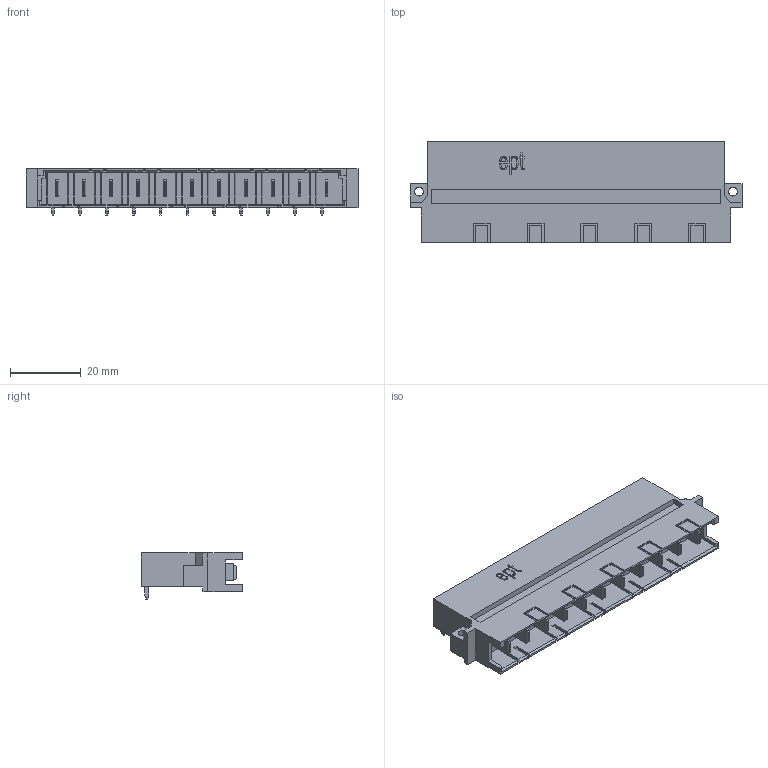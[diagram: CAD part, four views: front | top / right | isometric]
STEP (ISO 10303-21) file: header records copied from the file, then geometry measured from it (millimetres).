
FILE_DESCRIPTION(('FreeCAD Model'),'2;1');
FILE_NAME('113-40010_Vertriebsmodell.step','2018-05-24T09:04:19',('kicad StepUp'),( 'ksu MCAD'),'Open CASCADE STEP processor 6.8','FreeCAD','Unknown');
FILE_SCHEMA(('AUTOMOTIVE_DESIGN_CC2 { 1 2 10303 214 -1 1 5 4 }'));
Length unit declared in the file: millimetre
Products named in the file (1): 113-40010_Vertriebsmodell
Bounding box: 94 x 28.6 x 13.1 mm (x, y, z)
Volume: 18543.9 mm3; surface area: 10680.9 mm2
Topology: 1 solids, 1 shells, 962 faces, 2400 edges, 1424 vertices
Faces by surface type: plane 497, cylinder 312, sphere 132, bspline 21
Entity records: 35465 total; most frequent: CARTESIAN_POINT 6712, ORIENTED_EDGE 4712, DIRECTION 4426, EDGE_CURVE 2356, LINE 1646, VECTOR 1646, VERTEX_POINT 1424, AXIS2_PLACEMENT_3D 1390
